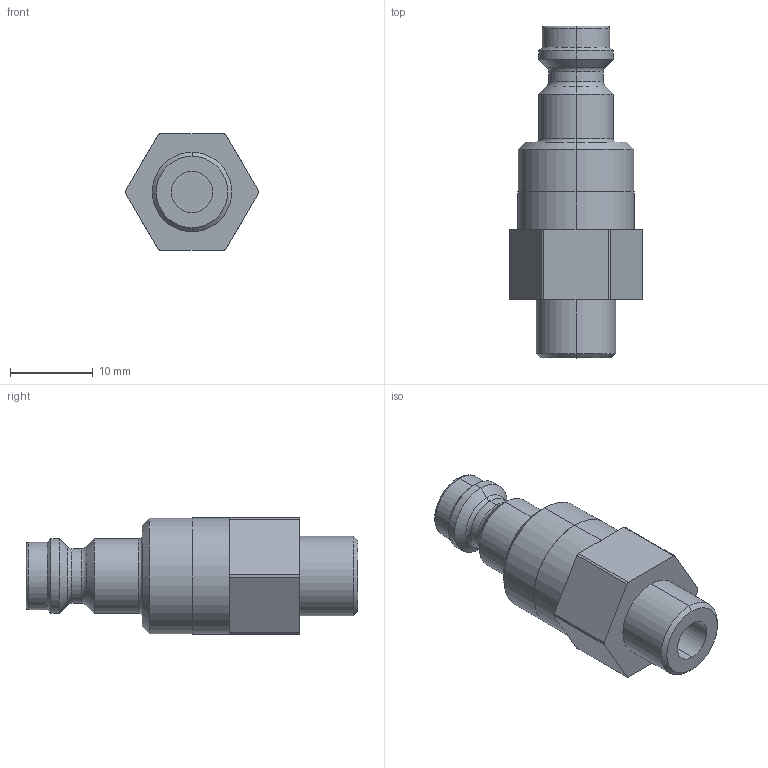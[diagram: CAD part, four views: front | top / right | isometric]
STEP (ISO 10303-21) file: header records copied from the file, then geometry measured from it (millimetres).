
FILE_DESCRIPTION (( 'STEP AP214' ), '1' );
FILE_NAME ('5000 301 Kupplung für AirTec - Vaterteil 954 207.STEP', '2014-05-30T07:04:31', ( '' ), ( '' ), 'SwSTEP 2.0', 'SolidWorks 2013', '' );
FILE_SCHEMA (( 'AUTOMOTIVE_DESIGN' ));
Length unit declared in the file: millimetre
Products named in the file (1): 5000 301 Kupplung f黵 AirTec - Vaterteil 954 207
Bounding box: 16 x 40 x 14 mm (x, y, z)
Volume: 3818.5 mm3; surface area: 2154.8 mm2
Topology: 1 solids, 1 shells, 61 faces, 130 edges, 76 vertices
Faces by surface type: cylinder 24, plane 19, cone 10, torus 8
Entity records: 1674 total; most frequent: DIRECTION 326, CARTESIAN_POINT 268, ORIENTED_EDGE 260, AXIS2_PLACEMENT_3D 134, EDGE_CURVE 130, VERTEX_POINT 76, CIRCLE 72, EDGE_LOOP 66
